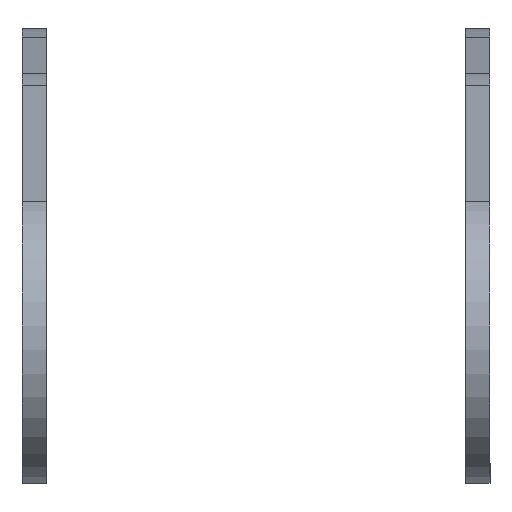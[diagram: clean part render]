
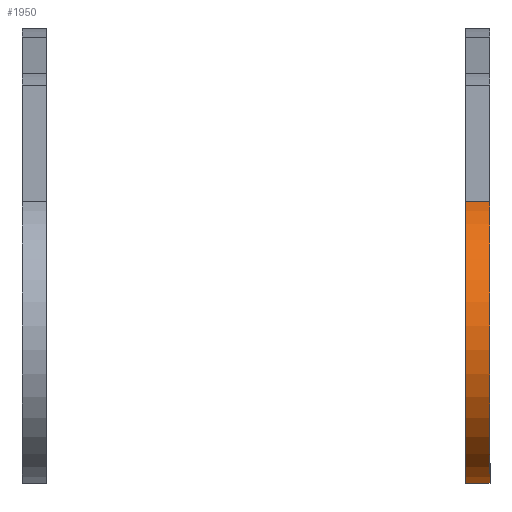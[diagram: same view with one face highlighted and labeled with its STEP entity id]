
A CAD part, front view. The second image highlights one B-rep face of the part: STEP entity #1950.
In plain terms, the highlighted cylindrical face has radius 18 mm (diameter 36 mm), a partial arc.
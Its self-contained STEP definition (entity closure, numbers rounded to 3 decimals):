
#39 = DIRECTION ( 'NONE',  ( 0., 0., -1. ) ) ;
#60 = VECTOR ( 'NONE', #2279, 1000. ) ;
#183 = ORIENTED_EDGE ( 'NONE', *, *, #1453, .F. ) ;
#291 = DIRECTION ( 'NONE',  ( 1., 0., 0. ) ) ;
#330 = EDGE_CURVE ( 'NONE', #591, #3330, #2207, .T. ) ;
#421 = CIRCLE ( 'NONE', #1436, 18. ) ;
#447 = ORIENTED_EDGE ( 'NONE', *, *, #3244, .T. ) ;
#590 = AXIS2_PLACEMENT_3D ( 'NONE', #2570, #291, #2533 ) ;
#591 = VERTEX_POINT ( 'NONE', #2605 ) ;
#639 = AXIS2_PLACEMENT_3D ( 'NONE', #780, #3635, #3605 ) ;
#780 = CARTESIAN_POINT ( 'NONE',  ( 58., -164., -48. ) ) ;
#783 = FACE_OUTER_BOUND ( 'NONE', #1352, .T. ) ;
#901 = CARTESIAN_POINT ( 'NONE',  ( 55., -167.095, -65.732 ) ) ;
#912 = VERTEX_POINT ( 'NONE', #3436 ) ;
#994 = ORIENTED_EDGE ( 'NONE', *, *, #3558, .F. ) ;
#1352 = EDGE_LOOP ( 'NONE', ( #2521, #994, #183, #447 ) ) ;
#1436 = AXIS2_PLACEMENT_3D ( 'NONE', #1465, #1439, #39 ) ;
#1439 = DIRECTION ( 'NONE',  ( -1., 0., 0. ) ) ;
#1453 = EDGE_CURVE ( 'NONE', #1607, #912, #421, .T. ) ;
#1465 = CARTESIAN_POINT ( 'NONE',  ( 55., -164., -48. ) ) ;
#1511 = DIRECTION ( 'NONE',  ( 1., 0., 0. ) ) ;
#1607 = VERTEX_POINT ( 'NONE', #2105 ) ;
#1950 = ADVANCED_FACE ( 'NONE', ( #783 ), #3205, .T. ) ;
#1959 = CARTESIAN_POINT ( 'NONE',  ( 55., -169.466, -30.85 ) ) ;
#2002 = VECTOR ( 'NONE', #1511, 1000. ) ;
#2105 = CARTESIAN_POINT ( 'NONE',  ( 55., -167.095, -65.732 ) ) ;
#2169 = LINE ( 'NONE', #1959, #2002 ) ;
#2207 = CIRCLE ( 'NONE', #639, 18. ) ;
#2279 = DIRECTION ( 'NONE',  ( 1., 0., 0. ) ) ;
#2521 = ORIENTED_EDGE ( 'NONE', *, *, #330, .T. ) ;
#2533 = DIRECTION ( 'NONE',  ( 0., 0., 1. ) ) ;
#2570 = CARTESIAN_POINT ( 'NONE',  ( 55., -164., -48. ) ) ;
#2605 = CARTESIAN_POINT ( 'NONE',  ( 58., -167.095, -65.732 ) ) ;
#2675 = CARTESIAN_POINT ( 'NONE',  ( 58., -169.466, -30.85 ) ) ;
#3013 = LINE ( 'NONE', #901, #60 ) ;
#3205 = CYLINDRICAL_SURFACE ( 'NONE', #590, 18. ) ;
#3244 = EDGE_CURVE ( 'NONE', #1607, #591, #3013, .T. ) ;
#3330 = VERTEX_POINT ( 'NONE', #2675 ) ;
#3436 = CARTESIAN_POINT ( 'NONE',  ( 55., -169.466, -30.85 ) ) ;
#3558 = EDGE_CURVE ( 'NONE', #912, #3330, #2169, .T. ) ;
#3605 = DIRECTION ( 'NONE',  ( 0., 0., -1. ) ) ;
#3635 = DIRECTION ( 'NONE',  ( -1., 0., 0. ) ) ;
